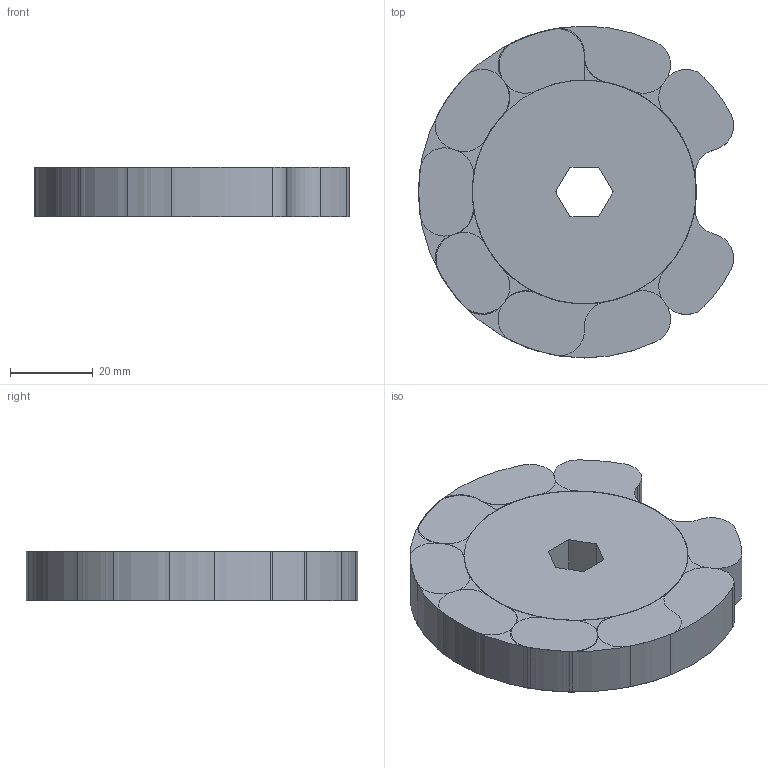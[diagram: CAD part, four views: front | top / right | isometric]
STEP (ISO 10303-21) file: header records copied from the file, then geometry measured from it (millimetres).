
FILE_DESCRIPTION(/* description */ ('STEP AP242','CAx-IF Rec.Pracs.---Representation and Presentation of Product Manufacturing Information (PMI)---4.0---2014-10-13','CAx-IF Rec.Pracs.---3D Tessellated Geometry---0.4---2014-09-14','2;1'),/* implementation_level */ '2;1');
FILE_NAME(/* name */ '66799894cf0245008c42d08f',/* time_stamp */ '2024-06-24T16:02:28Z',/* author */ (''),/* organization */ (''),/* preprocessor_version */ 'ST-DEVELOPER v20',/* originating_system */ ' ',/* authorisation */ ' ');
FILE_SCHEMA (('AP242_MANAGED_MODEL_BASED_3D_ENGINEERING_MIM_LF { 1 0 10303 442 1 1 4 }'));
Length unit declared in the file: metre
Products named in the file (7): 6 - Bottom Right CAM; 3 - Top Right CAM; 5 - Bottom Left CAM; 2 - Top Left CAM; 7 - Bottom CAM; 4 - Middle CAM; 1 - Top CAM
Bounding box: 75.95 x 80 x 12 mm (x, y, z)
Surface area: 64140.2 mm2
Topology: 7 solids, 7 shells, 171 faces, 471 edges, 314 vertices
Faces by surface type: cylinder 89, plane 82
Entity records: 5703 total; most frequent: DIRECTION 1005, CARTESIAN_POINT 963, ORIENTED_EDGE 942, EDGE_CURVE 471, AXIS2_PLACEMENT_3D 356, VERTEX_POINT 314, LINE 293, VECTOR 293
